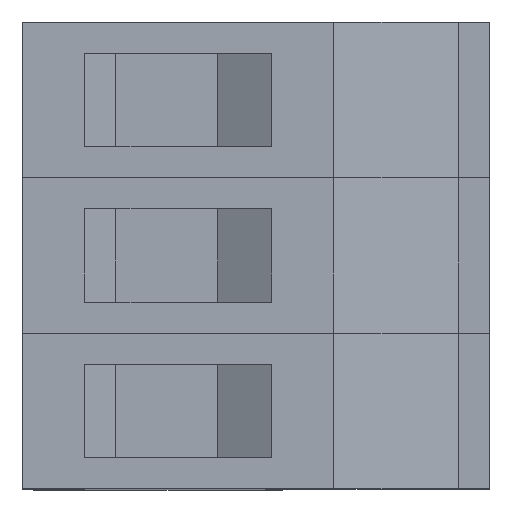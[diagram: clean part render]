
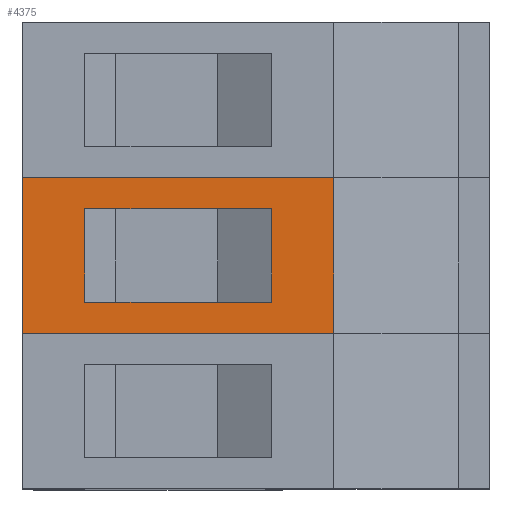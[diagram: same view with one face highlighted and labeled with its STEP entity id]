
A CAD part, top view. The second image highlights one B-rep face of the part: STEP entity #4375.
In plain terms, the highlighted planar face has unit normal (0, 0, 1).
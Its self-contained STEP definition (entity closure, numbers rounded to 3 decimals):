
#3494 = PLANE('',#3495);
#3495 = AXIS2_PLACEMENT_3D('',#3496,#3497,#3498);
#3496 = CARTESIAN_POINT('',(-2.35,2.5,4.));
#3497 = DIRECTION('',(0.,1.,0.));
#3498 = DIRECTION('',(0.,0.,1.));
#3548 = PLANE('',#3549);
#3549 = AXIS2_PLACEMENT_3D('',#3550,#3551,#3552);
#3550 = CARTESIAN_POINT('',(-2.35,7.5,4.));
#3551 = DIRECTION('',(0.,1.,0.));
#3552 = DIRECTION('',(0.,0.,1.));
#3679 = PLANE('',#3680);
#3680 = AXIS2_PLACEMENT_3D('',#3681,#3682,#3683);
#3681 = CARTESIAN_POINT('',(-4.35,7.5,12.1));
#3682 = DIRECTION('',(-1.,0.,0.));
#3683 = DIRECTION('',(0.,0.,1.));
#3718 = VERTEX_POINT('',#3719);
#3719 = CARTESIAN_POINT('',(-4.35,7.5,21.1));
#3740 = EDGE_CURVE('',#3718,#3741,#3743,.T.);
#3741 = VERTEX_POINT('',#3742);
#3742 = CARTESIAN_POINT('',(5.65,7.5,21.1));
#3743 = SURFACE_CURVE('',#3744,(#3748,#3755),.PCURVE_S1.);
#3744 = LINE('',#3745,#3746);
#3745 = CARTESIAN_POINT('',(-4.35,7.5,21.1));
#3746 = VECTOR('',#3747,1.);
#3747 = DIRECTION('',(1.,0.,0.));
#3748 = PCURVE('',#3548,#3749);
#3749 = DEFINITIONAL_REPRESENTATION('',(#3750),#3754);
#3750 = LINE('',#3751,#3752);
#3751 = CARTESIAN_POINT('',(17.1,-2.));
#3752 = VECTOR('',#3753,1.);
#3753 = DIRECTION('',(0.,1.));
#3754 = ( GEOMETRIC_REPRESENTATION_CONTEXT(2) 
PARAMETRIC_REPRESENTATION_CONTEXT() REPRESENTATION_CONTEXT('2D SPACE',''
  ) );
#3755 = PCURVE('',#3756,#3761);
#3756 = PLANE('',#3757);
#3757 = AXIS2_PLACEMENT_3D('',#3758,#3759,#3760);
#3758 = CARTESIAN_POINT('',(-4.35,7.5,21.1));
#3759 = DIRECTION('',(0.,0.,1.));
#3760 = DIRECTION('',(1.,0.,0.));
#3761 = DEFINITIONAL_REPRESENTATION('',(#3762),#3766);
#3762 = LINE('',#3763,#3764);
#3763 = CARTESIAN_POINT('',(0.,0.));
#3764 = VECTOR('',#3765,1.);
#3765 = DIRECTION('',(1.,0.));
#3766 = ( GEOMETRIC_REPRESENTATION_CONTEXT(2) 
PARAMETRIC_REPRESENTATION_CONTEXT() REPRESENTATION_CONTEXT('2D SPACE',''
  ) );
#3784 = PLANE('',#3785);
#3785 = AXIS2_PLACEMENT_3D('',#3786,#3787,#3788);
#3786 = CARTESIAN_POINT('',(5.65,7.5,21.1));
#3787 = DIRECTION('',(1.,0.,0.));
#3788 = DIRECTION('',(0.,0.,-1.));
#4048 = VERTEX_POINT('',#4049);
#4049 = CARTESIAN_POINT('',(-4.35,2.5,21.1));
#4070 = EDGE_CURVE('',#4048,#4071,#4073,.T.);
#4071 = VERTEX_POINT('',#4072);
#4072 = CARTESIAN_POINT('',(5.65,2.5,21.1));
#4073 = SURFACE_CURVE('',#4074,(#4078,#4085),.PCURVE_S1.);
#4074 = LINE('',#4075,#4076);
#4075 = CARTESIAN_POINT('',(-4.35,2.5,21.1));
#4076 = VECTOR('',#4077,1.);
#4077 = DIRECTION('',(1.,0.,0.));
#4078 = PCURVE('',#3494,#4079);
#4079 = DEFINITIONAL_REPRESENTATION('',(#4080),#4084);
#4080 = LINE('',#4081,#4082);
#4081 = CARTESIAN_POINT('',(17.1,-2.));
#4082 = VECTOR('',#4083,1.);
#4083 = DIRECTION('',(0.,1.));
#4084 = ( GEOMETRIC_REPRESENTATION_CONTEXT(2) 
PARAMETRIC_REPRESENTATION_CONTEXT() REPRESENTATION_CONTEXT('2D SPACE',''
  ) );
#4085 = PCURVE('',#3756,#4086);
#4086 = DEFINITIONAL_REPRESENTATION('',(#4087),#4091);
#4087 = LINE('',#4088,#4089);
#4088 = CARTESIAN_POINT('',(0.,-5.));
#4089 = VECTOR('',#4090,1.);
#4090 = DIRECTION('',(1.,0.));
#4091 = ( GEOMETRIC_REPRESENTATION_CONTEXT(2) 
PARAMETRIC_REPRESENTATION_CONTEXT() REPRESENTATION_CONTEXT('2D SPACE',''
  ) );
#4354 = EDGE_CURVE('',#3718,#4048,#4355,.T.);
#4355 = SURFACE_CURVE('',#4356,(#4360,#4367),.PCURVE_S1.);
#4356 = LINE('',#4357,#4358);
#4357 = CARTESIAN_POINT('',(-4.35,7.5,21.1));
#4358 = VECTOR('',#4359,1.);
#4359 = DIRECTION('',(0.,-1.,0.));
#4360 = PCURVE('',#3679,#4361);
#4361 = DEFINITIONAL_REPRESENTATION('',(#4362),#4366);
#4362 = LINE('',#4363,#4364);
#4363 = CARTESIAN_POINT('',(9.,0.));
#4364 = VECTOR('',#4365,1.);
#4365 = DIRECTION('',(0.,-1.));
#4366 = ( GEOMETRIC_REPRESENTATION_CONTEXT(2) 
PARAMETRIC_REPRESENTATION_CONTEXT() REPRESENTATION_CONTEXT('2D SPACE',''
  ) );
#4367 = PCURVE('',#3756,#4368);
#4368 = DEFINITIONAL_REPRESENTATION('',(#4369),#4373);
#4369 = LINE('',#4370,#4371);
#4370 = CARTESIAN_POINT('',(0.,0.));
#4371 = VECTOR('',#4372,1.);
#4372 = DIRECTION('',(0.,-1.));
#4373 = ( GEOMETRIC_REPRESENTATION_CONTEXT(2) 
PARAMETRIC_REPRESENTATION_CONTEXT() REPRESENTATION_CONTEXT('2D SPACE',''
  ) );
#4375 = ADVANCED_FACE('',(#4376,#4402),#3756,.T.);
#4376 = FACE_BOUND('',#4377,.T.);
#4377 = EDGE_LOOP('',(#4378,#4379,#4380,#4401));
#4378 = ORIENTED_EDGE('',*,*,#4354,.T.);
#4379 = ORIENTED_EDGE('',*,*,#4070,.T.);
#4380 = ORIENTED_EDGE('',*,*,#4381,.F.);
#4381 = EDGE_CURVE('',#3741,#4071,#4382,.T.);
#4382 = SURFACE_CURVE('',#4383,(#4387,#4394),.PCURVE_S1.);
#4383 = LINE('',#4384,#4385);
#4384 = CARTESIAN_POINT('',(5.65,7.5,21.1));
#4385 = VECTOR('',#4386,1.);
#4386 = DIRECTION('',(0.,-1.,0.));
#4387 = PCURVE('',#3756,#4388);
#4388 = DEFINITIONAL_REPRESENTATION('',(#4389),#4393);
#4389 = LINE('',#4390,#4391);
#4390 = CARTESIAN_POINT('',(10.,0.));
#4391 = VECTOR('',#4392,1.);
#4392 = DIRECTION('',(0.,-1.));
#4393 = ( GEOMETRIC_REPRESENTATION_CONTEXT(2) 
PARAMETRIC_REPRESENTATION_CONTEXT() REPRESENTATION_CONTEXT('2D SPACE',''
  ) );
#4394 = PCURVE('',#3784,#4395);
#4395 = DEFINITIONAL_REPRESENTATION('',(#4396),#4400);
#4396 = LINE('',#4397,#4398);
#4397 = CARTESIAN_POINT('',(0.,0.));
#4398 = VECTOR('',#4399,1.);
#4399 = DIRECTION('',(0.,-1.));
#4400 = ( GEOMETRIC_REPRESENTATION_CONTEXT(2) 
PARAMETRIC_REPRESENTATION_CONTEXT() REPRESENTATION_CONTEXT('2D SPACE',''
  ) );
#4401 = ORIENTED_EDGE('',*,*,#3740,.F.);
#4402 = FACE_BOUND('',#4403,.T.);
#4403 = EDGE_LOOP('',(#4404,#4432,#4460,#4486));
#4404 = ORIENTED_EDGE('',*,*,#4405,.T.);
#4405 = EDGE_CURVE('',#4406,#4408,#4410,.T.);
#4406 = VERTEX_POINT('',#4407);
#4407 = CARTESIAN_POINT('',(3.65,6.5,21.1));
#4408 = VERTEX_POINT('',#4409);
#4409 = CARTESIAN_POINT('',(3.65,3.5,21.1));
#4410 = SURFACE_CURVE('',#4411,(#4415,#4421),.PCURVE_S1.);
#4411 = LINE('',#4412,#4413);
#4412 = CARTESIAN_POINT('',(3.65,7.,21.1));
#4413 = VECTOR('',#4414,1.);
#4414 = DIRECTION('',(0.,-1.,0.));
#4415 = PCURVE('',#3756,#4416);
#4416 = DEFINITIONAL_REPRESENTATION('',(#4417),#4420);
#4417 = B_SPLINE_CURVE_WITH_KNOTS('',1,(#4418,#4419),.UNSPECIFIED.,.F.,
  .F.,(2,2),(0.5,3.5),.PIECEWISE_BEZIER_KNOTS.);
#4418 = CARTESIAN_POINT('',(8.,-1.));
#4419 = CARTESIAN_POINT('',(8.,-4.));
#4420 = ( GEOMETRIC_REPRESENTATION_CONTEXT(2) 
PARAMETRIC_REPRESENTATION_CONTEXT() REPRESENTATION_CONTEXT('2D SPACE',''
  ) );
#4421 = PCURVE('',#4422,#4427);
#4422 = PLANE('',#4423);
#4423 = AXIS2_PLACEMENT_3D('',#4424,#4425,#4426);
#4424 = CARTESIAN_POINT('',(3.65,6.5,21.1));
#4425 = DIRECTION('',(-0.5,0.,0.866));
#4426 = DIRECTION('',(0.,-1.,0.));
#4427 = DEFINITIONAL_REPRESENTATION('',(#4428),#4431);
#4428 = B_SPLINE_CURVE_WITH_KNOTS('',1,(#4429,#4430),.UNSPECIFIED.,.F.,
  .F.,(2,2),(0.5,3.5),.PIECEWISE_BEZIER_KNOTS.);
#4429 = CARTESIAN_POINT('',(0.,0.));
#4430 = CARTESIAN_POINT('',(3.,0.));
#4431 = ( GEOMETRIC_REPRESENTATION_CONTEXT(2) 
PARAMETRIC_REPRESENTATION_CONTEXT() REPRESENTATION_CONTEXT('2D SPACE',''
  ) );
#4432 = ORIENTED_EDGE('',*,*,#4433,.T.);
#4433 = EDGE_CURVE('',#4408,#4434,#4436,.T.);
#4434 = VERTEX_POINT('',#4435);
#4435 = CARTESIAN_POINT('',(-2.35,3.5,21.1));
#4436 = SURFACE_CURVE('',#4437,(#4441,#4448),.PCURVE_S1.);
#4437 = LINE('',#4438,#4439);
#4438 = CARTESIAN_POINT('',(3.65,3.5,21.1));
#4439 = VECTOR('',#4440,1.);
#4440 = DIRECTION('',(-1.,0.,0.));
#4441 = PCURVE('',#3756,#4442);
#4442 = DEFINITIONAL_REPRESENTATION('',(#4443),#4447);
#4443 = LINE('',#4444,#4445);
#4444 = CARTESIAN_POINT('',(8.,-4.));
#4445 = VECTOR('',#4446,1.);
#4446 = DIRECTION('',(-1.,0.));
#4447 = ( GEOMETRIC_REPRESENTATION_CONTEXT(2) 
PARAMETRIC_REPRESENTATION_CONTEXT() REPRESENTATION_CONTEXT('2D SPACE',''
  ) );
#4448 = PCURVE('',#4449,#4454);
#4449 = PLANE('',#4450);
#4450 = AXIS2_PLACEMENT_3D('',#4451,#4452,#4453);
#4451 = CARTESIAN_POINT('',(3.65,3.5,21.1));
#4452 = DIRECTION('',(0.,1.,0.));
#4453 = DIRECTION('',(-1.,0.,0.));
#4454 = DEFINITIONAL_REPRESENTATION('',(#4455),#4459);
#4455 = LINE('',#4456,#4457);
#4456 = CARTESIAN_POINT('',(0.,0.));
#4457 = VECTOR('',#4458,1.);
#4458 = DIRECTION('',(1.,0.));
#4459 = ( GEOMETRIC_REPRESENTATION_CONTEXT(2) 
PARAMETRIC_REPRESENTATION_CONTEXT() REPRESENTATION_CONTEXT('2D SPACE',''
  ) );
#4460 = ORIENTED_EDGE('',*,*,#4461,.T.);
#4461 = EDGE_CURVE('',#4434,#4462,#4464,.T.);
#4462 = VERTEX_POINT('',#4463);
#4463 = CARTESIAN_POINT('',(-2.35,6.5,21.1));
#4464 = SURFACE_CURVE('',#4465,(#4469,#4475),.PCURVE_S1.);
#4465 = LINE('',#4466,#4467);
#4466 = CARTESIAN_POINT('',(-2.35,5.5,21.1));
#4467 = VECTOR('',#4468,1.);
#4468 = DIRECTION('',(0.,1.,0.));
#4469 = PCURVE('',#3756,#4470);
#4470 = DEFINITIONAL_REPRESENTATION('',(#4471),#4474);
#4471 = B_SPLINE_CURVE_WITH_KNOTS('',1,(#4472,#4473),.UNSPECIFIED.,.F.,
  .F.,(2,2),(-2.,1.),.PIECEWISE_BEZIER_KNOTS.);
#4472 = CARTESIAN_POINT('',(2.,-4.));
#4473 = CARTESIAN_POINT('',(2.,-1.));
#4474 = ( GEOMETRIC_REPRESENTATION_CONTEXT(2) 
PARAMETRIC_REPRESENTATION_CONTEXT() REPRESENTATION_CONTEXT('2D SPACE',''
  ) );
#4475 = PCURVE('',#4476,#4481);
#4476 = PLANE('',#4477);
#4477 = AXIS2_PLACEMENT_3D('',#4478,#4479,#4480);
#4478 = CARTESIAN_POINT('',(-2.35,3.5,21.1));
#4479 = DIRECTION('',(0.707,0.,0.707)
  );
#4480 = DIRECTION('',(0.,1.,0.));
#4481 = DEFINITIONAL_REPRESENTATION('',(#4482),#4485);
#4482 = B_SPLINE_CURVE_WITH_KNOTS('',1,(#4483,#4484),.UNSPECIFIED.,.F.,
  .F.,(2,2),(-2.,1.),.PIECEWISE_BEZIER_KNOTS.);
#4483 = CARTESIAN_POINT('',(0.,0.));
#4484 = CARTESIAN_POINT('',(3.,0.));
#4485 = ( GEOMETRIC_REPRESENTATION_CONTEXT(2) 
PARAMETRIC_REPRESENTATION_CONTEXT() REPRESENTATION_CONTEXT('2D SPACE',''
  ) );
#4486 = ORIENTED_EDGE('',*,*,#4487,.T.);
#4487 = EDGE_CURVE('',#4462,#4406,#4488,.T.);
#4488 = SURFACE_CURVE('',#4489,(#4493,#4499),.PCURVE_S1.);
#4489 = LINE('',#4490,#4491);
#4490 = CARTESIAN_POINT('',(-2.35,6.5,21.1));
#4491 = VECTOR('',#4492,1.);
#4492 = DIRECTION('',(1.,0.,0.));
#4493 = PCURVE('',#3756,#4494);
#4494 = DEFINITIONAL_REPRESENTATION('',(#4495),#4498);
#4495 = B_SPLINE_CURVE_WITH_KNOTS('',1,(#4496,#4497),.UNSPECIFIED.,.F.,
  .F.,(2,2),(0.,6.),.PIECEWISE_BEZIER_KNOTS.);
#4496 = CARTESIAN_POINT('',(2.,-1.));
#4497 = CARTESIAN_POINT('',(8.,-1.));
#4498 = ( GEOMETRIC_REPRESENTATION_CONTEXT(2) 
PARAMETRIC_REPRESENTATION_CONTEXT() REPRESENTATION_CONTEXT('2D SPACE',''
  ) );
#4499 = PCURVE('',#4500,#4505);
#4500 = PLANE('',#4501);
#4501 = AXIS2_PLACEMENT_3D('',#4502,#4503,#4504);
#4502 = CARTESIAN_POINT('',(-2.35,6.5,21.1));
#4503 = DIRECTION('',(0.,-1.,0.));
#4504 = DIRECTION('',(1.,0.,0.));
#4505 = DEFINITIONAL_REPRESENTATION('',(#4506),#4509);
#4506 = B_SPLINE_CURVE_WITH_KNOTS('',1,(#4507,#4508),.UNSPECIFIED.,.F.,
  .F.,(2,2),(0.,6.),.PIECEWISE_BEZIER_KNOTS.);
#4507 = CARTESIAN_POINT('',(0.,0.));
#4508 = CARTESIAN_POINT('',(6.,0.));
#4509 = ( GEOMETRIC_REPRESENTATION_CONTEXT(2) 
PARAMETRIC_REPRESENTATION_CONTEXT() REPRESENTATION_CONTEXT('2D SPACE',''
  ) );
